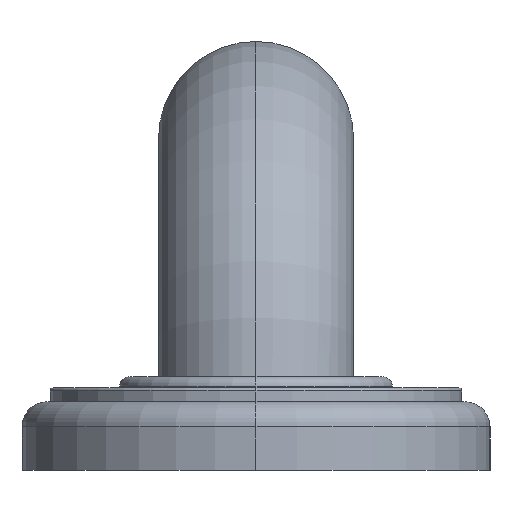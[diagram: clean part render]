
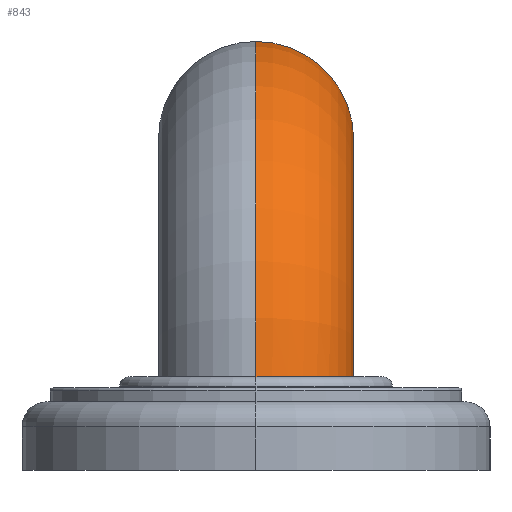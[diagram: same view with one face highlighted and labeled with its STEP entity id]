
A CAD part, left-side view. The second image highlights one B-rep face of the part: STEP entity #843.
In plain terms, the highlighted toroidal (fillet/blend) face has major radius 41.275 mm and minor radius 15.875 mm.
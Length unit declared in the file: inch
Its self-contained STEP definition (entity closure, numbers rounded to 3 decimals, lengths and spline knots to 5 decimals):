
#234=CARTESIAN_POINT('',(-7.375,0.,2.125));
#235=DIRECTION('',(1.,0.,0.));
#236=DIRECTION('',(0.,0.,1.));
#237=AXIS2_PLACEMENT_3D('',#234,#235,#236);
#243=CARTESIAN_POINT('',(-7.375,0.,0.5));
#244=DIRECTION('',(0.,1.,0.));
#245=DIRECTION('',(-0.999,0.,0.044));
#246=AXIS2_PLACEMENT_3D('',#243,#244,#245);
#248=CARTESIAN_POINT('',(-8.36999,0.,0.6));
#280=CARTESIAN_POINT('',(-9.62278,0.,0.6));
#282=CARTESIAN_POINT('',(-9.62278,0.,0.6));
#283=CARTESIAN_POINT('',(-9.62278,-0.02186,0.6));
#284=CARTESIAN_POINT('',(-9.6205,-0.06533,0.6));
#285=CARTESIAN_POINT('',(-9.61023,-0.13014,0.6));
#286=CARTESIAN_POINT('',(-9.59329,-0.19333,0.6));
#287=CARTESIAN_POINT('',(-9.56976,-0.25461,0.6));
#288=CARTESIAN_POINT('',(-9.54006,-0.31288,0.6));
#289=CARTESIAN_POINT('',(-9.50427,-0.36796,0.6));
#290=CARTESIAN_POINT('',(-9.4631,-0.41878,0.6));
#291=CARTESIAN_POINT('',(-9.4166,-0.46525,0.6));
#292=CARTESIAN_POINT('',(-9.36574,-0.50641,0.6));
#293=CARTESIAN_POINT('',(-9.31057,-0.54221,0.6));
#294=CARTESIAN_POINT('',(-9.2522,-0.57193,0.6));
#295=CARTESIAN_POINT('',(-9.19079,-0.59548,0.6));
#296=CARTESIAN_POINT('',(-9.12742,-0.61244,0.6));
#297=CARTESIAN_POINT('',(-9.06246,-0.62272,0.6));
#298=CARTESIAN_POINT('',(-8.99682,-0.62614,0.6));
#299=CARTESIAN_POINT('',(-8.93119,-0.6227,0.6));
#300=CARTESIAN_POINT('',(-8.86617,-0.6124,0.6));
#301=CARTESIAN_POINT('',(-8.8027,-0.5954,0.6));
#302=CARTESIAN_POINT('',(-8.74117,-0.57179,0.6));
#303=CARTESIAN_POINT('',(-8.68266,-0.542,0.6));
#304=CARTESIAN_POINT('',(-8.62736,-0.50611,0.6));
#305=CARTESIAN_POINT('',(-8.57637,-0.46486,0.6));
#306=CARTESIAN_POINT('',(-8.52977,-0.41831,0.6));
#307=CARTESIAN_POINT('',(-8.48852,-0.36743,0.6));
#308=CARTESIAN_POINT('',(-8.45268,-0.31231,0.6));
#309=CARTESIAN_POINT('',(-8.42297,-0.25407,0.6));
#310=CARTESIAN_POINT('',(-8.39944,-0.19287,0.6));
#311=CARTESIAN_POINT('',(-8.38252,-0.12981,0.6));
#312=CARTESIAN_POINT('',(-8.37226,-0.06515,0.6));
#313=CARTESIAN_POINT('',(-8.36999,-0.0218,0.6));
#314=CARTESIAN_POINT('',(-8.36999,0.,0.6));
#460=CARTESIAN_POINT('',(-7.375,0.,0.5));
#461=DIRECTION('',(0.,1.,0.));
#462=DIRECTION('',(-0.995,0.,0.1));
#463=AXIS2_PLACEMENT_3D('',#460,#461,#462);
#546=CARTESIAN_POINT('',(-7.375,0.,1.5));
#547=CARTESIAN_POINT('',(-7.375,0.,2.75));
#548=VERTEX_POINT('',#546);
#549=VERTEX_POINT('',#547);
#556=VERTEX_POINT('',#248);
#557=VERTEX_POINT('',#280);
#829=CARTESIAN_POINT('',(-7.375,0.,0.5));
#830=DIRECTION('',(0.,1.,0.));
#831=DIRECTION('',(1.,0.,0.));
#832=AXIS2_PLACEMENT_3D('',#829,#830,#831);
#833=TOROIDAL_SURFACE('',#832,1.625,0.625);
#835=ORIENTED_EDGE('',*,*,#834,.F.);
#837=ORIENTED_EDGE('',*,*,#836,.T.);
#838=ORIENTED_EDGE('',*,*,#819,.T.);
#840=ORIENTED_EDGE('',*,*,#839,.F.);
#841=EDGE_LOOP('',(#835,#837,#838,#840));
#842=FACE_OUTER_BOUND('',#841,.F.);
#843=ADVANCED_FACE('',(#842),#833,.T.);
#238=CIRCLE('',#237,0.625);
#247=CIRCLE('',#246,2.25);
#315=B_SPLINE_CURVE_WITH_KNOTS('',3,(#282,#283,#284,#285,#286,#287,#288,#289,
#290,#291,#292,#293,#294,#295,#296,#297,#298,#299,#300,#301,#302,#303,#304,#305,
#306,#307,#308,#309,#310,#311,#312,#313,#314),.UNSPECIFIED.,.F.,.F.,(4,1,1,1,1,
1,1,1,1,1,1,1,1,1,1,1,1,1,1,1,1,1,1,1,1,1,1,1,1,1,4),(0.,0.03333,
0.06667,0.1,0.13333,0.16667,0.2,
0.23333,0.26667,0.3,0.33333,0.36667,
0.4,0.43333,0.46667,0.5,0.53333,
0.56667,0.6,0.63333,0.66667,0.7,
0.73333,0.76667,0.8,0.83333,0.86667,
0.9,0.93333,0.96667,1.),.UNSPECIFIED.);
#464=CIRCLE('',#463,1.);
#819=EDGE_CURVE('',#549,#548,#238,.T.);
#834=EDGE_CURVE('',#557,#556,#315,.T.);
#836=EDGE_CURVE('',#557,#549,#247,.T.);
#839=EDGE_CURVE('',#556,#548,#464,.T.);
